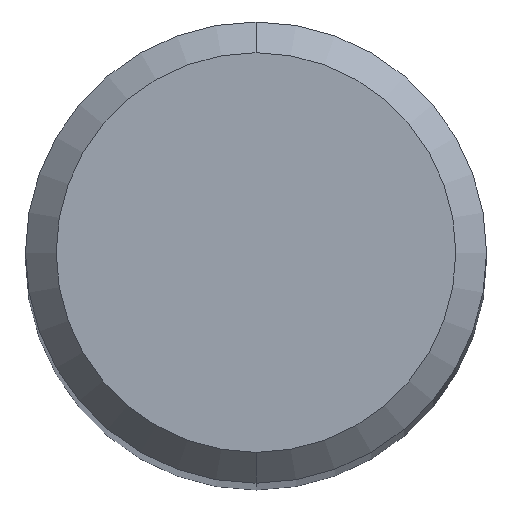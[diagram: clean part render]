
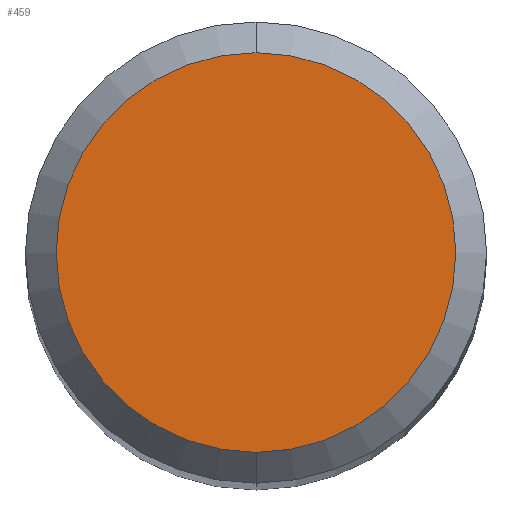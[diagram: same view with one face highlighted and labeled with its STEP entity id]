
A CAD part, top view. The second image highlights one B-rep face of the part: STEP entity #459.
In plain terms, the highlighted planar face has unit normal (0, 0, 1).
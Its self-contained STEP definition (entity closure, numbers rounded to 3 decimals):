
#207=EDGE_CURVE('',#427,#399,#519,.T.);
#399=VERTEX_POINT('',#731);
#405=EDGE_CURVE('',#399,#427,#737,.T.);
#427=VERTEX_POINT('',#762);
#459=ADVANCED_FACE('',(#795),#796,.T.);
#519=CIRCLE('',#862,2.6);
#731=CARTESIAN_POINT('',(0.,-2.6,0.0));
#737=CIRCLE('',#1326,2.6);
#762=CARTESIAN_POINT('',(0.0,2.6,0.0));
#795=FACE_OUTER_BOUND('',#1435,.T.);
#796=PLANE('',#1436);
#862=AXIS2_PLACEMENT_3D('',#1514,#1515,#1516);
#1326=AXIS2_PLACEMENT_3D('',#1745,#1746,#1747);
#1435=EDGE_LOOP('',(#1796,#1797));
#1436=AXIS2_PLACEMENT_3D('',#1798,#1799,#1800);
#1514=CARTESIAN_POINT('',(0.0,0.0,0.0));
#1515=DIRECTION('',(0.0,0.0,-1.0));
#1516=DIRECTION('',(0.0,1.0,0.0));
#1745=CARTESIAN_POINT('',(0.0,0.0,0.0));
#1746=DIRECTION('',(0.0,0.0,-1.0));
#1747=DIRECTION('',(0.0,1.0,0.0));
#1796=ORIENTED_EDGE('',*,*,#207,.F.);
#1797=ORIENTED_EDGE('',*,*,#405,.F.);
#1798=CARTESIAN_POINT('',(0.0,1.3,0.0));
#1799=DIRECTION('',(-0.0,0.0,1.0));
#1800=DIRECTION('',(0.0,-1.0,0.0));
